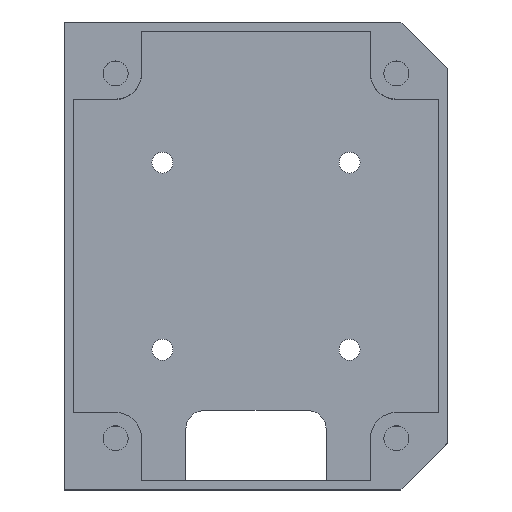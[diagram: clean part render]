
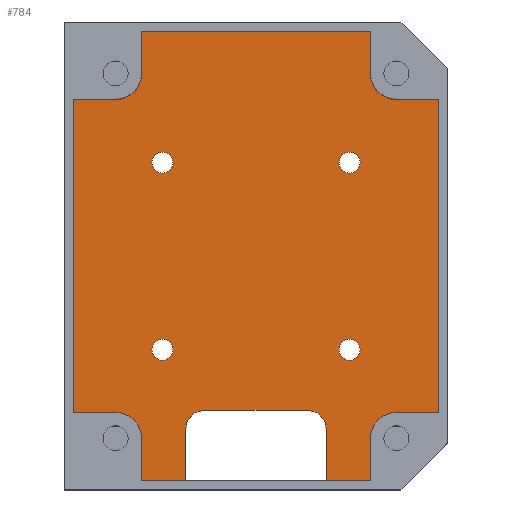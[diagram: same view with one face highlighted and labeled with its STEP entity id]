
A CAD part, top view. The second image highlights one B-rep face of the part: STEP entity #784.
In plain terms, the highlighted planar face has unit normal (0, 0, 1).
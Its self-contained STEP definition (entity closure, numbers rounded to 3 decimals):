
#20=FACE_BOUND('',#136,.T.);
#21=FACE_BOUND('',#137,.T.);
#22=FACE_BOUND('',#138,.T.);
#23=FACE_BOUND('',#139,.T.);
#46=PLANE('',#868);
#88=FACE_OUTER_BOUND('',#135,.T.);
#135=EDGE_LOOP('',(#660,#661,#662,#663,#664,#665,#666,#667,#668,#669,#670,
#671,#672,#673,#674,#675,#676,#677,#678,#679,#680,#681));
#136=EDGE_LOOP('',(#682));
#137=EDGE_LOOP('',(#683));
#138=EDGE_LOOP('',(#684));
#139=EDGE_LOOP('',(#685));
#163=LINE('',#1140,#243);
#166=LINE('',#1151,#246);
#168=LINE('',#1156,#248);
#173=LINE('',#1170,#253);
#176=LINE('',#1176,#256);
#179=LINE('',#1182,#259);
#183=LINE('',#1194,#263);
#190=LINE('',#1224,#270);
#193=LINE('',#1230,#273);
#197=LINE('',#1242,#277);
#200=LINE('',#1248,#280);
#203=LINE('',#1254,#283);
#207=LINE('',#1266,#287);
#217=LINE('',#1288,#297);
#218=LINE('',#1290,#298);
#219=LINE('',#1291,#299);
#243=VECTOR('',#921,10.);
#246=VECTOR('',#932,10.);
#248=VECTOR('',#936,10.);
#253=VECTOR('',#949,10.);
#256=VECTOR('',#954,10.);
#259=VECTOR('',#959,10.);
#263=VECTOR('',#971,10.);
#270=VECTOR('',#1004,10.);
#273=VECTOR('',#1009,10.);
#277=VECTOR('',#1021,10.);
#280=VECTOR('',#1026,10.);
#283=VECTOR('',#1031,10.);
#287=VECTOR('',#1043,10.);
#297=VECTOR('',#1063,10.);
#298=VECTOR('',#1064,10.);
#299=VECTOR('',#1065,10.);
#316=CIRCLE('',#811,2.25);
#318=CIRCLE('',#814,2.25);
#320=CIRCLE('',#817,2.25);
#322=CIRCLE('',#820,2.25);
#324=CIRCLE('',#823,4.);
#326=CIRCLE('',#827,4.);
#327=CIRCLE('',#831,5.5);
#329=CIRCLE('',#837,5.5);
#339=CIRCLE('',#855,5.5);
#341=CIRCLE('',#861,5.5);
#344=VERTEX_POINT('',#1105);
#346=VERTEX_POINT('',#1111);
#348=VERTEX_POINT('',#1117);
#350=VERTEX_POINT('',#1123);
#353=VERTEX_POINT('',#1130);
#354=VERTEX_POINT('',#1132);
#356=VERTEX_POINT('',#1138);
#359=VERTEX_POINT('',#1145);
#360=VERTEX_POINT('',#1147);
#361=VERTEX_POINT('',#1154);
#362=VERTEX_POINT('',#1155);
#365=VERTEX_POINT('',#1163);
#367=VERTEX_POINT('',#1169);
#369=VERTEX_POINT('',#1175);
#371=VERTEX_POINT('',#1181);
#373=VERTEX_POINT('',#1187);
#375=VERTEX_POINT('',#1193);
#385=VERTEX_POINT('',#1223);
#387=VERTEX_POINT('',#1229);
#389=VERTEX_POINT('',#1235);
#391=VERTEX_POINT('',#1241);
#393=VERTEX_POINT('',#1247);
#395=VERTEX_POINT('',#1253);
#397=VERTEX_POINT('',#1259);
#399=VERTEX_POINT('',#1265);
#407=VERTEX_POINT('',#1289);
#417=EDGE_CURVE('',#344,#344,#316,.T.);
#420=EDGE_CURVE('',#346,#346,#318,.T.);
#423=EDGE_CURVE('',#348,#348,#320,.T.);
#426=EDGE_CURVE('',#350,#350,#322,.T.);
#429=EDGE_CURVE('',#353,#354,#324,.T.);
#433=EDGE_CURVE('',#353,#356,#163,.T.);
#436=EDGE_CURVE('',#359,#360,#326,.T.);
#438=EDGE_CURVE('',#359,#354,#166,.T.);
#440=EDGE_CURVE('',#361,#362,#168,.T.);
#444=EDGE_CURVE('',#365,#361,#327,.T.);
#447=EDGE_CURVE('',#367,#365,#173,.T.);
#450=EDGE_CURVE('',#369,#367,#176,.T.);
#453=EDGE_CURVE('',#371,#369,#179,.T.);
#456=EDGE_CURVE('',#373,#371,#329,.T.);
#459=EDGE_CURVE('',#375,#373,#183,.T.);
#474=EDGE_CURVE('',#362,#385,#190,.T.);
#477=EDGE_CURVE('',#385,#387,#193,.T.);
#480=EDGE_CURVE('',#387,#389,#339,.T.);
#483=EDGE_CURVE('',#389,#391,#197,.T.);
#486=EDGE_CURVE('',#391,#393,#200,.T.);
#489=EDGE_CURVE('',#393,#395,#203,.T.);
#492=EDGE_CURVE('',#395,#397,#341,.T.);
#495=EDGE_CURVE('',#397,#399,#207,.T.);
#505=EDGE_CURVE('',#356,#375,#217,.T.);
#506=EDGE_CURVE('',#399,#407,#218,.T.);
#507=EDGE_CURVE('',#407,#360,#219,.T.);
#660=ORIENTED_EDGE('',*,*,#505,.T.);
#661=ORIENTED_EDGE('',*,*,#459,.T.);
#662=ORIENTED_EDGE('',*,*,#456,.T.);
#663=ORIENTED_EDGE('',*,*,#453,.T.);
#664=ORIENTED_EDGE('',*,*,#450,.T.);
#665=ORIENTED_EDGE('',*,*,#447,.T.);
#666=ORIENTED_EDGE('',*,*,#444,.T.);
#667=ORIENTED_EDGE('',*,*,#440,.T.);
#668=ORIENTED_EDGE('',*,*,#474,.T.);
#669=ORIENTED_EDGE('',*,*,#477,.T.);
#670=ORIENTED_EDGE('',*,*,#480,.T.);
#671=ORIENTED_EDGE('',*,*,#483,.T.);
#672=ORIENTED_EDGE('',*,*,#486,.T.);
#673=ORIENTED_EDGE('',*,*,#489,.T.);
#674=ORIENTED_EDGE('',*,*,#492,.T.);
#675=ORIENTED_EDGE('',*,*,#495,.T.);
#676=ORIENTED_EDGE('',*,*,#506,.T.);
#677=ORIENTED_EDGE('',*,*,#507,.T.);
#678=ORIENTED_EDGE('',*,*,#436,.F.);
#679=ORIENTED_EDGE('',*,*,#438,.T.);
#680=ORIENTED_EDGE('',*,*,#429,.F.);
#681=ORIENTED_EDGE('',*,*,#433,.T.);
#682=ORIENTED_EDGE('',*,*,#417,.T.);
#683=ORIENTED_EDGE('',*,*,#420,.T.);
#684=ORIENTED_EDGE('',*,*,#423,.T.);
#685=ORIENTED_EDGE('',*,*,#426,.T.);
#784=ADVANCED_FACE('',(#88,#20,#21,#22,#23),#46,.T.);
#811=AXIS2_PLACEMENT_3D('',#1107,#886,#887);
#814=AXIS2_PLACEMENT_3D('',#1113,#893,#894);
#817=AXIS2_PLACEMENT_3D('',#1119,#900,#901);
#820=AXIS2_PLACEMENT_3D('',#1125,#907,#908);
#823=AXIS2_PLACEMENT_3D('',#1133,#914,#915);
#827=AXIS2_PLACEMENT_3D('',#1148,#927,#928);
#831=AXIS2_PLACEMENT_3D('',#1164,#942,#943);
#837=AXIS2_PLACEMENT_3D('',#1188,#964,#965);
#855=AXIS2_PLACEMENT_3D('',#1236,#1014,#1015);
#861=AXIS2_PLACEMENT_3D('',#1260,#1036,#1037);
#868=AXIS2_PLACEMENT_3D('',#1287,#1061,#1062);
#886=DIRECTION('center_axis',(0.,0.,-1.));
#887=DIRECTION('ref_axis',(1.,0.,0.));
#893=DIRECTION('center_axis',(0.,0.,-1.));
#894=DIRECTION('ref_axis',(1.,0.,0.));
#900=DIRECTION('center_axis',(0.,0.,-1.));
#901=DIRECTION('ref_axis',(1.,0.,0.));
#907=DIRECTION('center_axis',(0.,0.,-1.));
#908=DIRECTION('ref_axis',(1.,0.,0.));
#914=DIRECTION('center_axis',(0.,0.,1.));
#915=DIRECTION('ref_axis',(0.707,0.707,0.));
#921=DIRECTION('',(0.,-1.,0.));
#927=DIRECTION('center_axis',(0.,0.,1.));
#928=DIRECTION('ref_axis',(-0.707,0.707,0.));
#932=DIRECTION('',(1.,0.,0.));
#936=DIRECTION('',(0.,1.,0.));
#942=DIRECTION('center_axis',(0.,0.,-1.));
#943=DIRECTION('ref_axis',(-1.,0.,0.));
#949=DIRECTION('',(-1.,0.,0.));
#954=DIRECTION('',(0.,1.,0.));
#959=DIRECTION('',(1.,0.,0.));
#964=DIRECTION('center_axis',(0.,0.,-1.));
#965=DIRECTION('ref_axis',(0.,1.,0.));
#971=DIRECTION('',(0.,1.,0.));
#1004=DIRECTION('',(-1.,0.,0.));
#1009=DIRECTION('',(0.,-1.,0.));
#1014=DIRECTION('center_axis',(0.,0.,-1.));
#1015=DIRECTION('ref_axis',(0.,-1.,0.));
#1021=DIRECTION('',(-1.,0.,0.));
#1026=DIRECTION('',(0.,-1.,0.));
#1031=DIRECTION('',(1.,0.,0.));
#1036=DIRECTION('center_axis',(0.,0.,-1.));
#1037=DIRECTION('ref_axis',(1.,0.,0.));
#1043=DIRECTION('',(0.,-1.,0.));
#1061=DIRECTION('center_axis',(0.,0.,1.));
#1062=DIRECTION('ref_axis',(1.,0.,0.));
#1063=DIRECTION('',(1.,0.,0.));
#1064=DIRECTION('',(1.,0.,0.));
#1065=DIRECTION('',(0.,1.,0.));
#1105=CARTESIAN_POINT('',(-22.25,-20.,2.));
#1107=CARTESIAN_POINT('Origin',(-20.,-20.,2.));
#1111=CARTESIAN_POINT('',(17.75,-20.,2.));
#1113=CARTESIAN_POINT('Origin',(20.,-20.,2.));
#1117=CARTESIAN_POINT('',(-22.25,20.,2.));
#1119=CARTESIAN_POINT('Origin',(-20.,20.,2.));
#1123=CARTESIAN_POINT('',(17.75,20.,2.));
#1125=CARTESIAN_POINT('Origin',(20.,20.,2.));
#1130=CARTESIAN_POINT('',(15.,-37.,2.));
#1132=CARTESIAN_POINT('',(11.,-33.,2.));
#1133=CARTESIAN_POINT('Origin',(11.,-37.,2.));
#1138=CARTESIAN_POINT('',(15.,-48.,2.));
#1140=CARTESIAN_POINT('',(15.,-48.,2.));
#1145=CARTESIAN_POINT('',(-11.,-33.,2.));
#1147=CARTESIAN_POINT('',(-15.,-37.,2.));
#1148=CARTESIAN_POINT('Origin',(-11.,-37.,2.));
#1151=CARTESIAN_POINT('',(15.,-33.,2.));
#1154=CARTESIAN_POINT('',(24.5,39.,2.));
#1155=CARTESIAN_POINT('',(24.5,48.,2.));
#1156=CARTESIAN_POINT('',(24.5,24.,2.));
#1163=CARTESIAN_POINT('',(30.,33.5,2.));
#1164=CARTESIAN_POINT('Origin',(30.,39.,2.));
#1169=CARTESIAN_POINT('',(39.,33.5,2.));
#1170=CARTESIAN_POINT('',(15.,33.5,2.));
#1175=CARTESIAN_POINT('',(39.,-33.5,2.));
#1176=CARTESIAN_POINT('',(39.,16.75,2.));
#1181=CARTESIAN_POINT('',(30.,-33.5,2.));
#1182=CARTESIAN_POINT('',(19.5,-33.5,2.));
#1187=CARTESIAN_POINT('',(24.5,-39.,2.));
#1188=CARTESIAN_POINT('Origin',(30.,-39.,2.));
#1193=CARTESIAN_POINT('',(24.5,-48.,2.));
#1194=CARTESIAN_POINT('',(24.5,-19.5,2.));
#1223=CARTESIAN_POINT('',(-24.5,48.,2.));
#1224=CARTESIAN_POINT('',(-12.25,48.,2.));
#1229=CARTESIAN_POINT('',(-24.5,39.,2.));
#1230=CARTESIAN_POINT('',(-24.5,19.5,2.));
#1235=CARTESIAN_POINT('',(-30.,33.5,2.));
#1236=CARTESIAN_POINT('Origin',(-30.,39.,2.));
#1241=CARTESIAN_POINT('',(-39.,33.5,2.));
#1242=CARTESIAN_POINT('',(-19.5,33.5,2.));
#1247=CARTESIAN_POINT('',(-39.,-33.5,2.));
#1248=CARTESIAN_POINT('',(-39.,-16.75,2.));
#1253=CARTESIAN_POINT('',(-30.,-33.5,2.));
#1254=CARTESIAN_POINT('',(-15.,-33.5,2.));
#1259=CARTESIAN_POINT('',(-24.5,-39.,2.));
#1260=CARTESIAN_POINT('Origin',(-30.,-39.,2.));
#1265=CARTESIAN_POINT('',(-24.5,-48.,2.));
#1266=CARTESIAN_POINT('',(-24.5,-24.,2.));
#1287=CARTESIAN_POINT('Origin',(0.,0.,2.));
#1288=CARTESIAN_POINT('',(12.25,-48.,2.));
#1289=CARTESIAN_POINT('',(-15.,-48.,2.));
#1290=CARTESIAN_POINT('',(12.25,-48.,2.));
#1291=CARTESIAN_POINT('',(-15.,-33.,2.));
